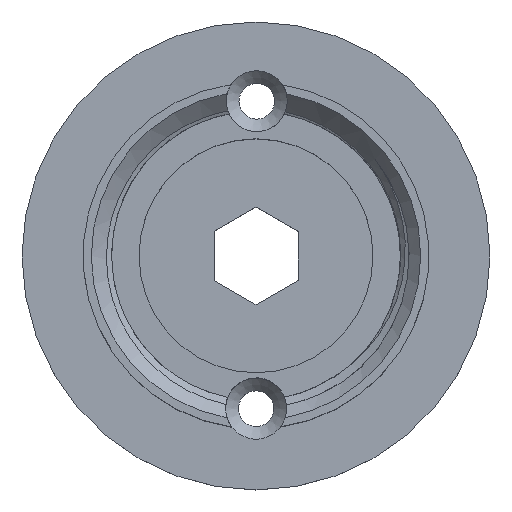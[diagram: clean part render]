
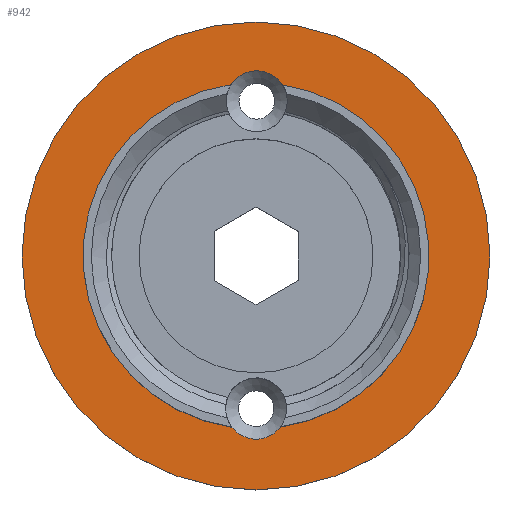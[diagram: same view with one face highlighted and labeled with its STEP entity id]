
A CAD part, top view. The second image highlights one B-rep face of the part: STEP entity #942.
In plain terms, the highlighted planar face has unit normal (0, 0, 1).
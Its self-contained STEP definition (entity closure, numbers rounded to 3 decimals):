
#117=FACE_BOUND('',#191,.T.);
#123=PLANE('',#1014);
#136=FACE_OUTER_BOUND('',#190,.T.);
#190=EDGE_LOOP('',(#643));
#191=EDGE_LOOP('',(#644,#645,#646,#647));
#359=CIRCLE('',#1012,3.);
#361=CIRCLE('',#1015,23.);
#362=CIRCLE('',#1016,17.);
#363=CIRCLE('',#1017,3.);
#364=CIRCLE('',#1018,17.);
#391=VERTEX_POINT('',#1284);
#392=VERTEX_POINT('',#1286);
#393=VERTEX_POINT('',#1290);
#394=VERTEX_POINT('',#1292);
#395=VERTEX_POINT('',#1294);
#490=EDGE_CURVE('',#391,#392,#359,.T.);
#492=EDGE_CURVE('',#393,#393,#361,.T.);
#493=EDGE_CURVE('',#391,#394,#362,.T.);
#494=EDGE_CURVE('',#395,#394,#363,.T.);
#495=EDGE_CURVE('',#395,#392,#364,.T.);
#643=ORIENTED_EDGE('',*,*,#492,.T.);
#644=ORIENTED_EDGE('',*,*,#490,.F.);
#645=ORIENTED_EDGE('',*,*,#493,.T.);
#646=ORIENTED_EDGE('',*,*,#494,.F.);
#647=ORIENTED_EDGE('',*,*,#495,.T.);
#942=ADVANCED_FACE('',(#136,#117),#123,.T.);
#1012=AXIS2_PLACEMENT_3D('',#1287,#1089,#1090);
#1014=AXIS2_PLACEMENT_3D('',#1289,#1093,#1094);
#1015=AXIS2_PLACEMENT_3D('',#1291,#1095,#1096);
#1016=AXIS2_PLACEMENT_3D('',#1293,#1097,#1098);
#1017=AXIS2_PLACEMENT_3D('',#1295,#1099,#1100);
#1018=AXIS2_PLACEMENT_3D('',#1296,#1101,#1102);
#1089=DIRECTION('center_axis',(0.,0.,1.));
#1090=DIRECTION('ref_axis',(-1.,0.,0.));
#1093=DIRECTION('center_axis',(0.,0.,1.));
#1094=DIRECTION('ref_axis',(1.,0.,0.));
#1095=DIRECTION('center_axis',(0.,0.,1.));
#1096=DIRECTION('ref_axis',(1.,0.,0.));
#1097=DIRECTION('center_axis',(0.,0.,-1.));
#1098=DIRECTION('ref_axis',(1.,0.,0.));
#1099=DIRECTION('center_axis',(0.,0.,1.));
#1100=DIRECTION('ref_axis',(-1.,0.,0.));
#1101=DIRECTION('center_axis',(0.,0.,-1.));
#1102=DIRECTION('ref_axis',(1.,0.,0.));
#1284=CARTESIAN_POINT('',(-2.362,-16.835,2.));
#1286=CARTESIAN_POINT('',(2.391,-16.831,2.));
#1287=CARTESIAN_POINT('Origin',(0.013,-15.002,2.));
#1289=CARTESIAN_POINT('Origin',(0.,0.,2.));
#1290=CARTESIAN_POINT('',(-23.,0.,2.));
#1291=CARTESIAN_POINT('Origin',(0.,0.,
2.));
#1292=CARTESIAN_POINT('',(-2.45,16.823,2.));
#1293=CARTESIAN_POINT('Origin',(0.,0.,
2.));
#1294=CARTESIAN_POINT('',(2.617,16.798,2.));
#1295=CARTESIAN_POINT('Origin',(0.075,15.203,2.));
#1296=CARTESIAN_POINT('Origin',(0.,0.,
2.));
